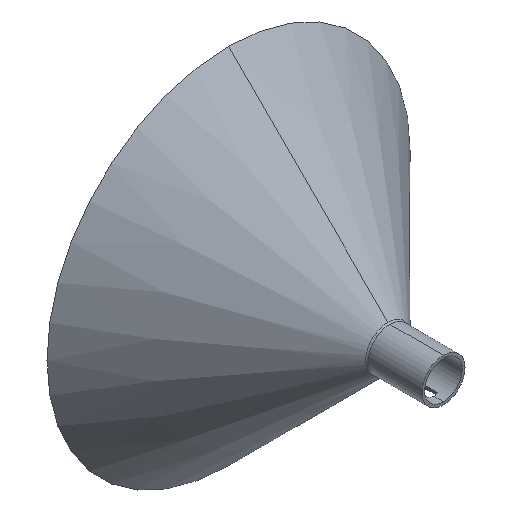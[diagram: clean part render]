
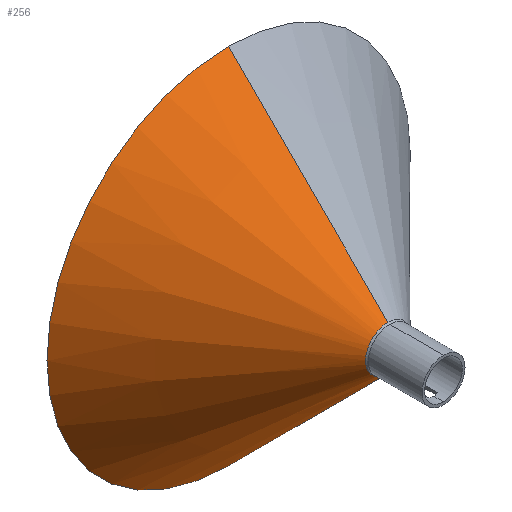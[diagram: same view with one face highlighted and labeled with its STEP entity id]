
A CAD part, isometric view. The second image highlights one B-rep face of the part: STEP entity #256.
In plain terms, the highlighted conical face has half-angle 45 degrees and reference radius 12.439 mm.
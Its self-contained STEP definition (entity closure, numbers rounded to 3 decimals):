
#11 = EDGE_CURVE ( 'NONE', #109, #570, #176, .T. ) ;
#37 = CARTESIAN_POINT ( 'NONE',  ( -2.5, 37.135, -18.348 ) ) ;
#42 = CARTESIAN_POINT ( 'NONE',  ( -2.5, 34.088, -15.276 ) ) ;
#48 = CARTESIAN_POINT ( 'NONE',  ( -0.833, 40.215, -21.594 ) ) ;
#56 = VERTEX_POINT ( 'NONE', #509 ) ;
#82 = EDGE_CURVE ( 'NONE', #56, #570, #459, .T. ) ;
#91 = CARTESIAN_POINT ( 'NONE',  ( 0., 40.215, -21.594 ) ) ;
#101 = CARTESIAN_POINT ( 'NONE',  ( -2.5, 31.061, -12.186 ) ) ;
#109 = VERTEX_POINT ( 'NONE', #202 ) ;
#111 = EDGE_CURVE ( 'NONE', #109, #186, #404, .T. ) ;
#112 = LINE ( 'NONE', #321, #506 ) ;
#126 = ORIENTED_EDGE ( 'NONE', *, *, #82, .T. ) ;
#130 = DIRECTION ( 'NONE',  ( 0., -1., 0. ) ) ;
#132 = ORIENTED_EDGE ( 'NONE', *, *, #278, .F. ) ;
#134 = DIRECTION ( 'NONE',  ( 0., 0., -1. ) ) ;
#145 = CARTESIAN_POINT ( 'NONE',  ( 0., 31.061, 12.439 ) ) ;
#152 = B_SPLINE_CURVE_WITH_KNOTS ( 'NONE', 3,
 ( #406, #251, #48, #91 ),
 .UNSPECIFIED., .F., .F.,
 ( 4, 4 ),
 ( 0.001, 0.003 ),
 .UNSPECIFIED. ) ;
#155 = CARTESIAN_POINT ( 'NONE',  ( -2.5, 31.061, -12.186 ) ) ;
#176 = CIRCLE ( 'NONE', #487, 12.439 ) ;
#186 = VERTEX_POINT ( 'NONE', #313 ) ;
#202 = CARTESIAN_POINT ( 'NONE',  ( 0., 31.061, 12.439 ) ) ;
#245 = VERTEX_POINT ( 'NONE', #464 ) ;
#251 = CARTESIAN_POINT ( 'NONE',  ( -1.667, 40.206, -21.536 ) ) ;
#256 = ADVANCED_FACE ( 'NONE', ( #366 ), #608, .T. ) ;
#257 = ORIENTED_EDGE ( 'NONE', *, *, #11, .F. ) ;
#263 = EDGE_LOOP ( 'NONE', ( #132, #665, #126, #257, #289, #418 ) ) ;
#265 = DIRECTION ( 'NONE',  ( 0., 0.707, 0.707 ) ) ;
#278 = EDGE_CURVE ( 'NONE', #612, #245, #112, .T. ) ;
#289 = ORIENTED_EDGE ( 'NONE', *, *, #111, .T. ) ;
#313 = CARTESIAN_POINT ( 'NONE',  ( 0., 120., 101.379 ) ) ;
#318 = AXIS2_PLACEMENT_3D ( 'NONE', #423, #628, #569 ) ;
#321 = CARTESIAN_POINT ( 'NONE',  ( 0., 31.061, -12.439 ) ) ;
#331 = EDGE_CURVE ( 'NONE', #186, #245, #483, .T. ) ;
#345 = DIRECTION ( 'NONE',  ( 0., 0., -1. ) ) ;
#366 = FACE_OUTER_BOUND ( 'NONE', #263, .T. ) ;
#369 = AXIS2_PLACEMENT_3D ( 'NONE', #445, #539, #134 ) ;
#404 = LINE ( 'NONE', #145, #542 ) ;
#406 = CARTESIAN_POINT ( 'NONE',  ( -2.5, 40.185, -21.418 ) ) ;
#414 = CARTESIAN_POINT ( 'NONE',  ( -2.5, 40.185, -21.418 ) ) ;
#418 = ORIENTED_EDGE ( 'NONE', *, *, #331, .T. ) ;
#423 = CARTESIAN_POINT ( 'NONE',  ( 0., 31.061, 0. ) ) ;
#445 = CARTESIAN_POINT ( 'NONE',  ( 0., 120., 0. ) ) ;
#459 = B_SPLINE_CURVE_WITH_KNOTS ( 'NONE', 3,
 ( #414, #37, #42, #155 ),
 .UNSPECIFIED., .F., .F.,
 ( 4, 4 ),
 ( 0., 0.013 ),
 .UNSPECIFIED. ) ;
#464 = CARTESIAN_POINT ( 'NONE',  ( 0., 120., -101.379 ) ) ;
#483 = CIRCLE ( 'NONE', #369, 101.379 ) ;
#487 = AXIS2_PLACEMENT_3D ( 'NONE', #540, #130, #345 ) ;
#506 = VECTOR ( 'NONE', #523, 1000. ) ;
#509 = CARTESIAN_POINT ( 'NONE',  ( -2.5, 40.185, -21.418 ) ) ;
#517 = EDGE_CURVE ( 'NONE', #56, #612, #152, .T. ) ;
#523 = DIRECTION ( 'NONE',  ( 0., 0.707, -0.707 ) ) ;
#539 = DIRECTION ( 'NONE',  ( 0., -1., 0. ) ) ;
#540 = CARTESIAN_POINT ( 'NONE',  ( 0., 31.061, 0. ) ) ;
#542 = VECTOR ( 'NONE', #265, 1000. ) ;
#555 = CARTESIAN_POINT ( 'NONE',  ( 0., 40.215, -21.594 ) ) ;
#569 = DIRECTION ( 'NONE',  ( 0., 0., 1. ) ) ;
#570 = VERTEX_POINT ( 'NONE', #101 ) ;
#608 = CONICAL_SURFACE ( 'NONE', #318, 12.439, 0.785 ) ;
#612 = VERTEX_POINT ( 'NONE', #555 ) ;
#628 = DIRECTION ( 'NONE',  ( 0., 1., 0. ) ) ;
#665 = ORIENTED_EDGE ( 'NONE', *, *, #517, .F. ) ;
